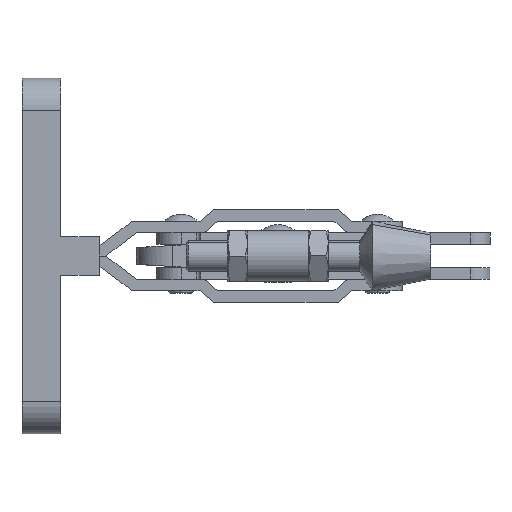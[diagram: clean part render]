
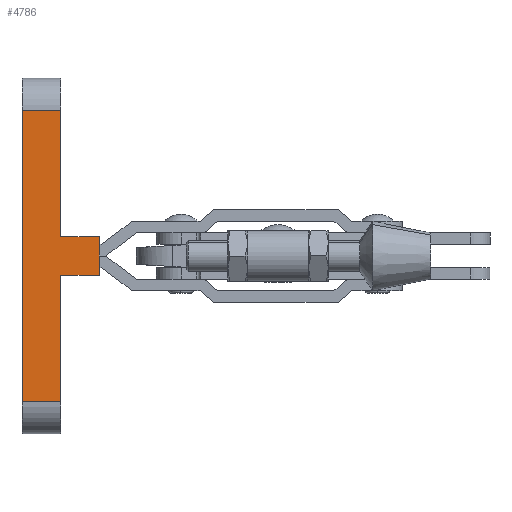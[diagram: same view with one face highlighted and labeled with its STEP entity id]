
A CAD part, left-side view. The second image highlights one B-rep face of the part: STEP entity #4786.
In plain terms, the highlighted planar face has unit normal (-1, 0, 0).
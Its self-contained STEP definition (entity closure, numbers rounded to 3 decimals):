
#150 = FACE_OUTER_BOUND ( 'NONE', #8323, .T. ) ;
#334 = VECTOR ( 'NONE', #7161, 1000. ) ;
#362 = LINE ( 'NONE', #1501, #6729 ) ;
#401 = LINE ( 'NONE', #10308, #6512 ) ;
#479 = EDGE_CURVE ( 'NONE', #7871, #3517, #9780, .T. ) ;
#605 = DIRECTION ( 'NONE',  ( 0., 1., 0. ) ) ;
#671 = ORIENTED_EDGE ( 'NONE', *, *, #2958, .F. ) ;
#715 = AXIS2_PLACEMENT_3D ( 'NONE', #9189, #9173, #9126 ) ;
#885 = EDGE_CURVE ( 'NONE', #4189, #10194, #1845, .T. ) ;
#1309 = CARTESIAN_POINT ( 'NONE',  ( -45.15, 85.99, -37.65 ) ) ;
#1501 = CARTESIAN_POINT ( 'NONE',  ( -45.15, 96., 5. ) ) ;
#1552 = CARTESIAN_POINT ( 'NONE',  ( -45.15, 85.99, -37.65 ) ) ;
#1845 = LINE ( 'NONE', #1552, #3789 ) ;
#2311 = DIRECTION ( 'NONE',  ( 0., 0., -1. ) ) ;
#2389 = CARTESIAN_POINT ( 'NONE',  ( -45.15, 85.99, -5. ) ) ;
#2958 = EDGE_CURVE ( 'NONE', #6984, #4189, #9947, .T. ) ;
#2964 = EDGE_CURVE ( 'NONE', #4599, #9145, #7753, .T. ) ;
#3082 = DIRECTION ( 'NONE',  ( 0., 1., 0. ) ) ;
#3108 = CARTESIAN_POINT ( 'NONE',  ( -45.15, 96., -5. ) ) ;
#3345 = CARTESIAN_POINT ( 'NONE',  ( -45.15, 85.99, 5. ) ) ;
#3383 = EDGE_CURVE ( 'NONE', #6594, #9145, #4720, .T. ) ;
#3517 = VERTEX_POINT ( 'NONE', #8793 ) ;
#3789 = VECTOR ( 'NONE', #4497, 1000. ) ;
#3817 = CARTESIAN_POINT ( 'NONE',  ( -45.15, 85.99, 37.65 ) ) ;
#4062 = CARTESIAN_POINT ( 'NONE',  ( -45.15, 106., -37.65 ) ) ;
#4189 = VERTEX_POINT ( 'NONE', #6533 ) ;
#4497 = DIRECTION ( 'NONE',  ( 0., 1., 0. ) ) ;
#4599 = VERTEX_POINT ( 'NONE', #9257 ) ;
#4677 = ORIENTED_EDGE ( 'NONE', *, *, #885, .F. ) ;
#4720 = LINE ( 'NONE', #1309, #334 ) ;
#4747 = EDGE_CURVE ( 'NONE', #10194, #3517, #401, .T. ) ;
#4786 = ADVANCED_FACE ( 'NONE', ( #150 ), #9931, .T. ) ;
#5045 = ORIENTED_EDGE ( 'NONE', *, *, #479, .T. ) ;
#5268 = VECTOR ( 'NONE', #7519, 1000. ) ;
#5360 = ORIENTED_EDGE ( 'NONE', *, *, #3383, .T. ) ;
#6203 = ORIENTED_EDGE ( 'NONE', *, *, #6456, .F. ) ;
#6324 = ORIENTED_EDGE ( 'NONE', *, *, #2964, .F. ) ;
#6456 = EDGE_CURVE ( 'NONE', #6594, #6984, #7894, .T. ) ;
#6512 = VECTOR ( 'NONE', #10072, 1000. ) ;
#6533 = CARTESIAN_POINT ( 'NONE',  ( -45.15, 96., -37.65 ) ) ;
#6562 = CARTESIAN_POINT ( 'NONE',  ( -45.15, 96., 37.65 ) ) ;
#6594 = VERTEX_POINT ( 'NONE', #2389 ) ;
#6729 = VECTOR ( 'NONE', #2311, 1000. ) ;
#6984 = VERTEX_POINT ( 'NONE', #3108 ) ;
#7161 = DIRECTION ( 'NONE',  ( 0., 0., 1. ) ) ;
#7519 = DIRECTION ( 'NONE',  ( 0., -1., 0. ) ) ;
#7697 = CARTESIAN_POINT ( 'NONE',  ( -45.15, 84.058, 5. ) ) ;
#7753 = LINE ( 'NONE', #7697, #5268 ) ;
#7871 = VERTEX_POINT ( 'NONE', #6562 ) ;
#7894 = LINE ( 'NONE', #10534, #9830 ) ;
#7987 = ORIENTED_EDGE ( 'NONE', *, *, #8534, .F. ) ;
#8025 = CARTESIAN_POINT ( 'NONE',  ( -45.15, 96., -49.893 ) ) ;
#8057 = DIRECTION ( 'NONE',  ( 0., 0., -1. ) ) ;
#8323 = EDGE_LOOP ( 'NONE', ( #6324, #7987, #5045, #9182, #4677, #671, #6203, #5360 ) ) ;
#8534 = EDGE_CURVE ( 'NONE', #7871, #4599, #362, .T. ) ;
#8793 = CARTESIAN_POINT ( 'NONE',  ( -45.15, 106., 37.65 ) ) ;
#9126 = DIRECTION ( 'NONE',  ( 0., 0., 1. ) ) ;
#9145 = VERTEX_POINT ( 'NONE', #3345 ) ;
#9173 = DIRECTION ( 'NONE',  ( -1., 0., 0. ) ) ;
#9182 = ORIENTED_EDGE ( 'NONE', *, *, #4747, .F. ) ;
#9189 = CARTESIAN_POINT ( 'NONE',  ( -45.15, 85.99, -37.65 ) ) ;
#9257 = CARTESIAN_POINT ( 'NONE',  ( -45.15, 96., 5. ) ) ;
#9537 = VECTOR ( 'NONE', #3082, 1000. ) ;
#9683 = VECTOR ( 'NONE', #8057, 1000. ) ;
#9780 = LINE ( 'NONE', #3817, #9537 ) ;
#9830 = VECTOR ( 'NONE', #605, 1000. ) ;
#9931 = PLANE ( 'NONE',  #715 ) ;
#9947 = LINE ( 'NONE', #8025, #9683 ) ;
#10072 = DIRECTION ( 'NONE',  ( 0., 0., 1. ) ) ;
#10194 = VERTEX_POINT ( 'NONE', #4062 ) ;
#10308 = CARTESIAN_POINT ( 'NONE',  ( -45.15, 106., -37.65 ) ) ;
#10534 = CARTESIAN_POINT ( 'NONE',  ( -45.15, 96., -5. ) ) ;
